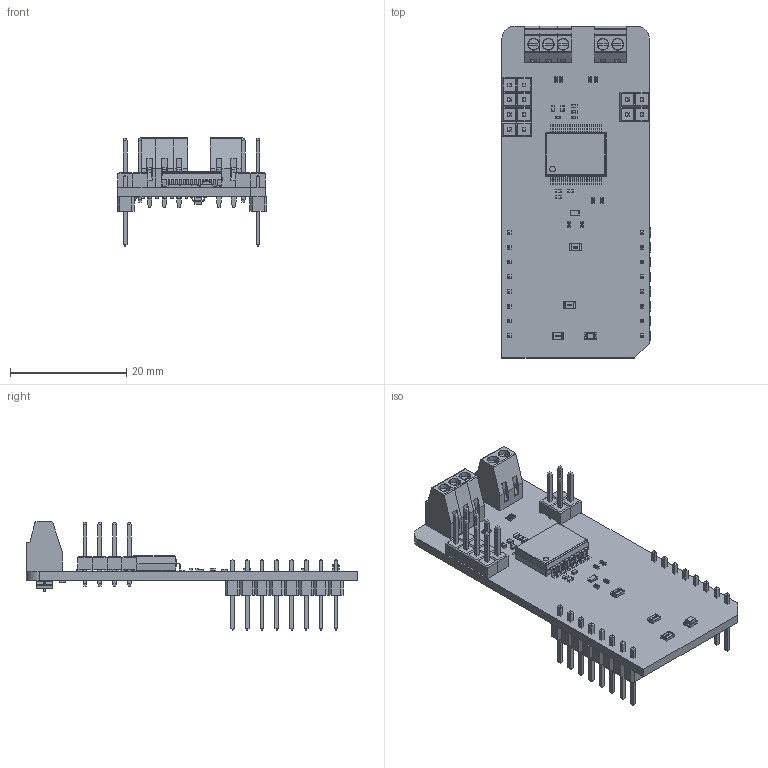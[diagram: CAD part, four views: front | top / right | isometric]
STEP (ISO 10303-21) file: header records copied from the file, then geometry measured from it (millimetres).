
FILE_DESCRIPTION(('Open CASCADE Model'),'2;1');
FILE_NAME('Open CASCADE Shape Model','2020-01-31T14:17:43',('Author'),( 'Open CASCADE'),'Open CASCADE STEP processor 6.8','Open CASCADE 6.8' ,'Unknown');
FILE_SCHEMA(('AUTOMOTIVE_DESIGN { 1 0 10303 214 1 1 1 1 }'));
Length unit declared in the file: millimetre
Products named in the file (66): PCB; Board; J9; HEADER_1X2; User_Library-Header1x2_Header1_1; J4; R3; User_Library-R_0402; R2; R16; R15; J3; User_Library-R_0805; LD1; led_0805_green; R4; CN2; ScrewTerminal_2.54; CN1; U1; 1110607296; Open_CASCADE_STEP_translator_6.8_2.1; Body; Open_CASCADE_STEP_translator_6.8_2.2.1; Leader; TVS2; SOT23-3; TVS1; R18; R17; R14; R13; R11; R12; R7; R6; R5; FB2; User_Library-Chip_InductorINDC1005X60N; FB1 ...
Assembly tree (126 placements, depth 7):
  PCB
    Board
    J9
      HEADER_1X2
        User_Library-Header1x2_Header1_1  x2
    J4
      HEADER_1X2
        User_Library-Header1x2_Header1_1  x2
    R3
      User_Library-R_0402
    R2
      User_Library-R_0402
    R16
      User_Library-R_0402
    R15
      User_Library-R_0402
    J3
      User_Library-R_0805
    LD1
      led_0805_green
    R4
      User_Library-R_0402
    CN2
      ScrewTerminal_2.54
    CN1
      ScrewTerminal_2.54  x2
    U1
      1110607296
        Open_CASCADE_STEP_translator_6.8_2.1
        Body
          Open_CASCADE_STEP_translator_6.8_2.2.1
        Leader  x28
    TVS2
      SOT23-3
    TVS1
      SOT23-3
    R18
      User_Library-R_0402
    R17
      User_Library-R_0402
    R14
      User_Library-R_0402
    R13
      User_Library-R_0402
    R11
      User_Library-R_0402
    R12
      User_Library-R_0402
    R7
      User_Library-R_0402
    R6
      User_Library-R_0402
    R5
      User_Library-R_0402
    FB2
      User_Library-Chip_InductorINDC1005X60N
    FB1
      User_Library-Chip_InductorINDC1005X60N
    C6
      User_Library-SMD_CAPACITOR0402
Bounding box: 25.78 x 57.15 x 18.61 mm (x, y, z)
Volume: 3732.3 mm3; surface area: 7705.7 mm2
Topology: 157 solids, 158 shells, 4265 faces, 10247 edges, 6391 vertices
Faces by surface type: plane 3191, bspline 524, cylinder 460, sphere 90
Full cylindrical faces by diameter (mm): 0.95 x1
Entity records: 33942 total; most frequent: CARTESIAN_POINT 9401, ORIENTED_EDGE 4043, DIRECTION 3890, EDGE_CURVE 2022, LINE 1590, VECTOR 1590, VERTEX_POINT 1269, AXIS2_PLACEMENT_3D 1150
